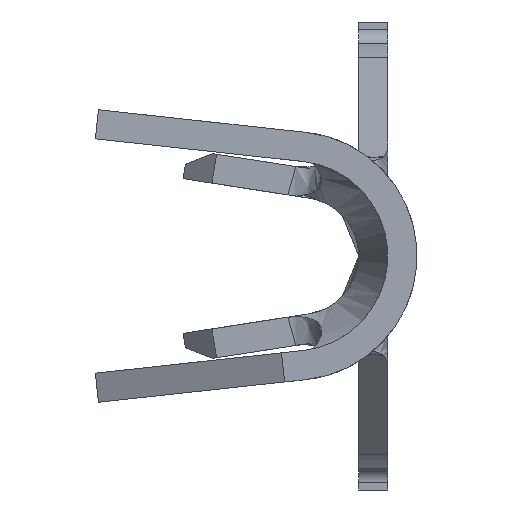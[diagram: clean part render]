
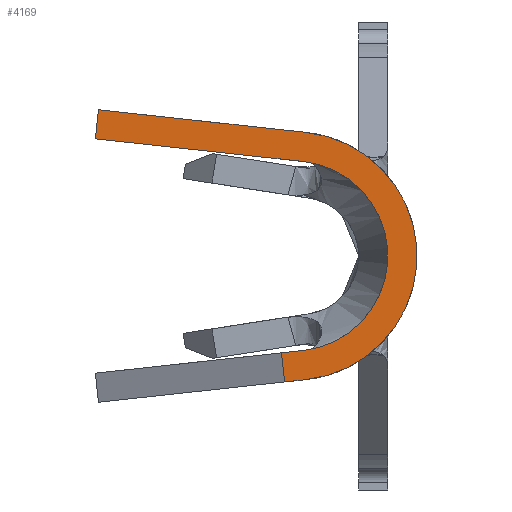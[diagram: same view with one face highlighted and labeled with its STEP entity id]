
A CAD part, left-side view. The second image highlights one B-rep face of the part: STEP entity #4169.
In plain terms, the highlighted planar face has unit normal (-1, 0, 0).
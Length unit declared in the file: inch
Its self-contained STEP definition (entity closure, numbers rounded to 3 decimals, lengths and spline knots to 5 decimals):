
#40 = CARTESIAN_POINT ( 'NONE',  ( -0.53, 0.05578, -0.0845 ) ) ;
#171 = VECTOR ( 'NONE', #5281, 39.37008 ) ;
#177 = DIRECTION ( 'NONE',  ( 0., -0.994, -0.108 ) ) ;
#202 = DIRECTION ( 'NONE',  ( -1., 0., 0. ) ) ;
#341 = ORIENTED_EDGE ( 'NONE', *, *, #4532, .T. ) ;
#535 = EDGE_CURVE ( 'NONE', #4952, #6333, #2781, .T. ) ;
#736 = LINE ( 'NONE', #3005, #171 ) ;
#758 = FACE_OUTER_BOUND ( 'NONE', #5939, .T. ) ;
#924 = DIRECTION ( 'NONE',  ( 0., 0.994, 0.108 ) ) ;
#1082 = ORIENTED_EDGE ( 'NONE', *, *, #5864, .T. ) ;
#1258 = VECTOR ( 'NONE', #177, 39.37008 ) ;
#1349 = DIRECTION ( 'NONE',  ( -1., 0., 0. ) ) ;
#1353 = CARTESIAN_POINT ( 'NONE',  ( -0.53, 0.2, 0.08012 ) ) ;
#1377 = EDGE_CURVE ( 'NONE', #2400, #7344, #6467, .T. ) ;
#1511 = VECTOR ( 'NONE', #3640, 39.37008 ) ;
#1591 = DIRECTION ( 'NONE',  ( 1., 0., 0. ) ) ;
#1629 = ORIENTED_EDGE ( 'NONE', *, *, #535, .T. ) ;
#1674 = VERTEX_POINT ( 'NONE', #2851 ) ;
#1743 = VECTOR ( 'NONE', #924, 39.37008 ) ;
#2036 = LINE ( 'NONE', #6039, #1743 ) ;
#2221 = AXIS2_PLACEMENT_3D ( 'NONE', #6463, #1349, #3637 ) ;
#2303 = DIRECTION ( 'NONE',  ( 0., -0.994, 0.108 ) ) ;
#2400 = VERTEX_POINT ( 'NONE', #3213 ) ;
#2469 = DIRECTION ( 'NONE',  ( 0., 0., 1. ) ) ;
#2624 = CARTESIAN_POINT ( 'NONE',  ( -0.53, 0.07059, -0.08611 ) ) ;
#2781 = LINE ( 'NONE', #5056, #4338 ) ;
#2818 = AXIS2_PLACEMENT_3D ( 'NONE', #6707, #1591, #3883 ) ;
#2826 = AXIS2_PLACEMENT_3D ( 'NONE', #5305, #202, #2469 ) ;
#2828 = ORIENTED_EDGE ( 'NONE', *, *, #5099, .T. ) ;
#2851 = CARTESIAN_POINT ( 'NONE',  ( -0.53, 0.05578, -0.0845 ) ) ;
#2855 = CARTESIAN_POINT ( 'NONE',  ( -0.53, 0.07276, -0.06623 ) ) ;
#3004 = LINE ( 'NONE', #5280, #1258 ) ;
#3005 = CARTESIAN_POINT ( 'NONE',  ( -0.53, 0.07276, -0.06623 ) ) ;
#3028 = PLANE ( 'NONE',  #2826 ) ;
#3213 = CARTESIAN_POINT ( 'NONE',  ( -0.53, 0.19783, 0.1 ) ) ;
#3260 = EDGE_CURVE ( 'NONE', #7344, #6355, #3004, .T. ) ;
#3493 = CARTESIAN_POINT ( 'NONE',  ( -0.53, 0.05795, 0.06462 ) ) ;
#3555 = ORIENTED_EDGE ( 'NONE', *, *, #4718, .T. ) ;
#3637 = DIRECTION ( 'NONE',  ( 0., 0., 1. ) ) ;
#3640 = DIRECTION ( 'NONE',  ( 0., 0.108, -0.994 ) ) ;
#3883 = DIRECTION ( 'NONE',  ( 0., 0., 1. ) ) ;
#4169 = ADVANCED_FACE ( 'NONE', ( #758 ), #3028, .T. ) ;
#4240 = CARTESIAN_POINT ( 'NONE',  ( -0.53, 0.05578, 0.0845 ) ) ;
#4338 = VECTOR ( 'NONE', #7338, 39.37008 ) ;
#4532 = EDGE_CURVE ( 'NONE', #5208, #1674, #5145, .T. ) ;
#4718 = EDGE_CURVE ( 'NONE', #6484, #2400, #2036, .T. ) ;
#4952 = VERTEX_POINT ( 'NONE', #5692 ) ;
#4969 = CARTESIAN_POINT ( 'NONE',  ( -0.53, 0.2, 0.08012 ) ) ;
#5056 = CARTESIAN_POINT ( 'NONE',  ( -0.53, 0.05795, -0.06462 ) ) ;
#5099 = EDGE_CURVE ( 'NONE', #1674, #6484, #6388, .T. ) ;
#5145 = LINE ( 'NONE', #40, #5206 ) ;
#5206 = VECTOR ( 'NONE', #2303, 39.37008 ) ;
#5208 = VERTEX_POINT ( 'NONE', #2624 ) ;
#5280 = CARTESIAN_POINT ( 'NONE',  ( -0.53, 0.05795, 0.06462 ) ) ;
#5281 = DIRECTION ( 'NONE',  ( 0., -0.108, -0.994 ) ) ;
#5305 = CARTESIAN_POINT ( 'NONE',  ( -0.53, 0.065, 0. ) ) ;
#5558 = ORIENTED_EDGE ( 'NONE', *, *, #7150, .T. ) ;
#5692 = CARTESIAN_POINT ( 'NONE',  ( -0.53, 0.05795, -0.06462 ) ) ;
#5864 = EDGE_CURVE ( 'NONE', #6355, #4952, #6980, .T. ) ;
#5928 = ORIENTED_EDGE ( 'NONE', *, *, #3260, .T. ) ;
#5939 = EDGE_LOOP ( 'NONE', ( #5558, #341, #2828, #3555, #6857, #5928, #1082, #1629 ) ) ;
#6039 = CARTESIAN_POINT ( 'NONE',  ( -0.53, 0.05578, 0.0845 ) ) ;
#6333 = VERTEX_POINT ( 'NONE', #2855 ) ;
#6355 = VERTEX_POINT ( 'NONE', #3493 ) ;
#6388 = CIRCLE ( 'NONE', #2221, 0.085 ) ;
#6463 = CARTESIAN_POINT ( 'NONE',  ( -0.53, 0.065, 0. ) ) ;
#6467 = LINE ( 'NONE', #1353, #1511 ) ;
#6484 = VERTEX_POINT ( 'NONE', #4240 ) ;
#6707 = CARTESIAN_POINT ( 'NONE',  ( -0.53, 0.065, 0. ) ) ;
#6857 = ORIENTED_EDGE ( 'NONE', *, *, #1377, .T. ) ;
#6980 = CIRCLE ( 'NONE', #2818, 0.065 ) ;
#7150 = EDGE_CURVE ( 'NONE', #6333, #5208, #736, .T. ) ;
#7338 = DIRECTION ( 'NONE',  ( 0., 0.994, -0.108 ) ) ;
#7344 = VERTEX_POINT ( 'NONE', #4969 ) ;
